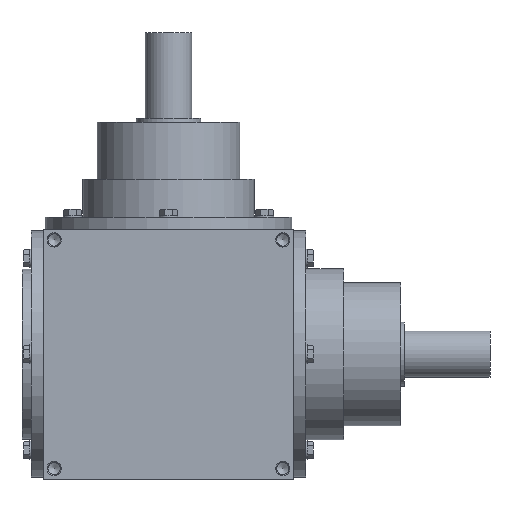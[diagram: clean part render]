
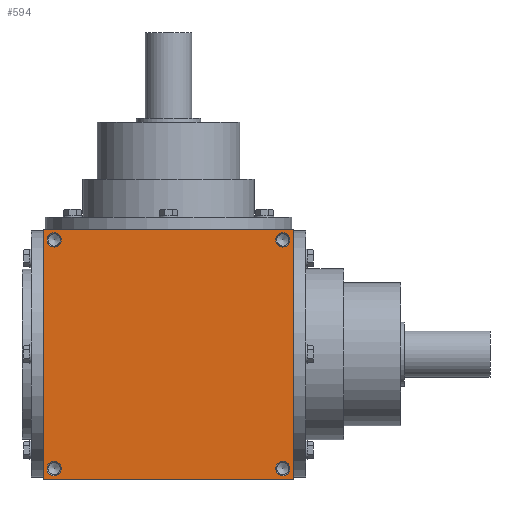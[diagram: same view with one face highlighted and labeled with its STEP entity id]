
A CAD part, front view. The second image highlights one B-rep face of the part: STEP entity #594.
In plain terms, the highlighted planar face has unit normal (0, -1, 0).
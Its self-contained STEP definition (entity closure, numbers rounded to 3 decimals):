
#594 = ADVANCED_FACE( '', ( #1180, #1181, #1182, #1183, #1184 ), #1185, .F. );
#1180 = FACE_BOUND( '', #1797, .T. );
#1181 = FACE_BOUND( '', #1798, .T. );
#1182 = FACE_BOUND( '', #1799, .T. );
#1183 = FACE_BOUND( '', #1800, .T. );
#1184 = FACE_OUTER_BOUND( '', #1801, .T. );
#1185 = PLANE( '', #1802 );
#1797 = EDGE_LOOP( '', ( #2739 ) );
#1798 = EDGE_LOOP( '', ( #2740 ) );
#1799 = EDGE_LOOP( '', ( #2741 ) );
#1800 = EDGE_LOOP( '', ( #2742 ) );
#1801 = EDGE_LOOP( '', ( #2743, #2744, #2745, #2746 ) );
#1802 = AXIS2_PLACEMENT_3D( '', #2747, #2748, #2749 );
#2739 = ORIENTED_EDGE( '', *, *, #3417, .T. );
#2740 = ORIENTED_EDGE( '', *, *, #3267, .T. );
#2741 = ORIENTED_EDGE( '', *, *, #3228, .F. );
#2742 = ORIENTED_EDGE( '', *, *, #3256, .F. );
#2743 = ORIENTED_EDGE( '', *, *, #3328, .T. );
#2744 = ORIENTED_EDGE( '', *, *, #3450, .F. );
#2745 = ORIENTED_EDGE( '', *, *, #3485, .F. );
#2746 = ORIENTED_EDGE( '', *, *, #3486, .T. );
#2747 = CARTESIAN_POINT( '', ( -175., -175., 175. ) );
#2748 = DIRECTION( '', ( 0., 1., 0. ) );
#2749 = DIRECTION( '', ( 0., 0., 1. ) );
#3228 = EDGE_CURVE( '', #3705, #3705, #3706, .T. );
#3256 = EDGE_CURVE( '', #3748, #3748, #3749, .T. );
#3267 = EDGE_CURVE( '', #3763, #3763, #3764, .T. );
#3328 = EDGE_CURVE( '', #3855, #3859, #3861, .T. );
#3417 = EDGE_CURVE( '', #3984, #3984, #3985, .T. );
#3450 = EDGE_CURVE( '', #4030, #3859, #4032, .T. );
#3485 = EDGE_CURVE( '', #4078, #4030, #4079, .T. );
#3486 = EDGE_CURVE( '', #4078, #3855, #4080, .T. );
#3705 = VERTEX_POINT( '', #4371 );
#3706 = CIRCLE( '', #4372, 10. );
#3748 = VERTEX_POINT( '', #4414 );
#3749 = CIRCLE( '', #4415, 10. );
#3763 = VERTEX_POINT( '', #4429 );
#3764 = CIRCLE( '', #4430, 10. );
#3855 = VERTEX_POINT( '', #4555 );
#3859 = VERTEX_POINT( '', #4561 );
#3861 = LINE( '', #4564, #4565 );
#3984 = VERTEX_POINT( '', #4736 );
#3985 = CIRCLE( '', #4737, 10. );
#4030 = VERTEX_POINT( '', #4801 );
#4032 = LINE( '', #4804, #4805 );
#4078 = VERTEX_POINT( '', #4870 );
#4079 = LINE( '', #4871, #4872 );
#4080 = LINE( '', #4873, #4874 );
#4371 = CARTESIAN_POINT( '', ( 160., -175., -170. ) );
#4372 = AXIS2_PLACEMENT_3D( '', #5111, #5112, #5113 );
#4414 = CARTESIAN_POINT( '', ( 160., -175., 150. ) );
#4415 = AXIS2_PLACEMENT_3D( '', #5165, #5166, #5167 );
#4429 = CARTESIAN_POINT( '', ( -160., -175., 170. ) );
#4430 = AXIS2_PLACEMENT_3D( '', #5183, #5184, #5185 );
#4555 = CARTESIAN_POINT( '', ( -175., -175., -175. ) );
#4561 = CARTESIAN_POINT( '', ( 175., -175., -175. ) );
#4564 = CARTESIAN_POINT( '', ( -175., -175., -175. ) );
#4565 = VECTOR( '', #5274, 1000. );
#4736 = CARTESIAN_POINT( '', ( -160., -175., -150. ) );
#4737 = AXIS2_PLACEMENT_3D( '', #5431, #5432, #5433 );
#4801 = CARTESIAN_POINT( '', ( 175., -175., 175. ) );
#4804 = CARTESIAN_POINT( '', ( 175., -175., 175. ) );
#4805 = VECTOR( '', #5479, 1000. );
#4870 = CARTESIAN_POINT( '', ( -175., -175., 175. ) );
#4871 = CARTESIAN_POINT( '', ( -175., -175., 175. ) );
#4872 = VECTOR( '', #5528, 1000. );
#4873 = CARTESIAN_POINT( '', ( -175., -175., 175. ) );
#4874 = VECTOR( '', #5529, 1000. );
#5111 = CARTESIAN_POINT( '', ( 160., -175., -160. ) );
#5112 = DIRECTION( '', ( 0., -1., 0. ) );
#5113 = DIRECTION( '', ( 0., 0., -1. ) );
#5165 = CARTESIAN_POINT( '', ( 160., -175., 160. ) );
#5166 = DIRECTION( '', ( 0., -1., 0. ) );
#5167 = DIRECTION( '', ( 0., 0., -1. ) );
#5183 = CARTESIAN_POINT( '', ( -160., -175., 160. ) );
#5184 = DIRECTION( '', ( 0., 1., 0. ) );
#5185 = DIRECTION( '', ( 0., 0., 1. ) );
#5274 = DIRECTION( '', ( 1., 0., 0. ) );
#5431 = CARTESIAN_POINT( '', ( -160., -175., -160. ) );
#5432 = DIRECTION( '', ( 0., 1., 0. ) );
#5433 = DIRECTION( '', ( 0., 0., 1. ) );
#5479 = DIRECTION( '', ( 0., 0., -1. ) );
#5528 = DIRECTION( '', ( 1., 0., 0. ) );
#5529 = DIRECTION( '', ( 0., 0., -1. ) );
